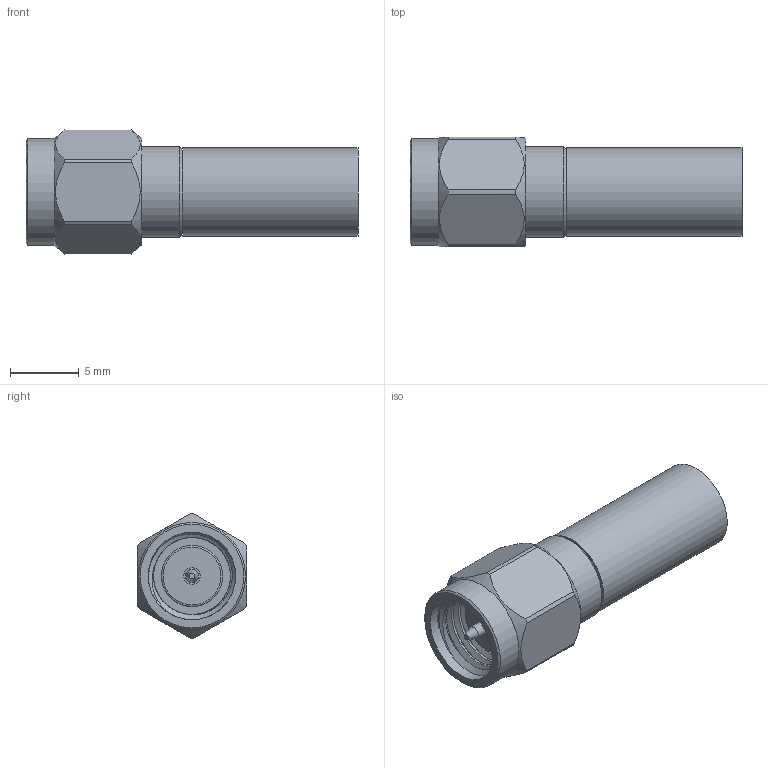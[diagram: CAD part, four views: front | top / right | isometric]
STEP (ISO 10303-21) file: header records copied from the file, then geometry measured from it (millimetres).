
FILE_DESCRIPTION (( 'STEP AP203' ), '1' );
FILE_NAME ('PE4294_3D.step', '2021-01-19T19:55:14', ( '' ), ( '' ), 'SwSTEP 2.0', 'SolidWorks 2018', '' );
FILE_SCHEMA (( 'CONFIG_CONTROL_DESIGN' ));
Length unit declared in the file: inch
Products named in the file (1): PE4294_3D
Bounding box: 24.07 x 7.94 x 8.99 mm (x, y, z)
Volume: 580.3 mm3; surface area: 1285.2 mm2
Topology: 2 solids, 2 shells, 55 faces, 135 edges, 92 vertices
Faces by surface type: cylinder 24, plane 18, cone 9, bspline 4
Full cylindrical faces by diameter (mm): 0.94 x1, 1.194 x1, 3.205 x1, 4.316 x1, 4.445 x1, 4.822 x1, 5.6 x1, 6.35 x6, 6.4 x1, 6.585 x1, 6.839 x1, 7.762 x1
Entity records: 3511 total; most frequent: CARTESIAN_POINT 2390, ORIENTED_EDGE 210, DIRECTION 190, EDGE_CURVE 105, AXIS2_PLACEMENT_3D 89, VERTEX_POINT 89, EDGE_LOOP 80, FACE_OUTER_BOUND 62
